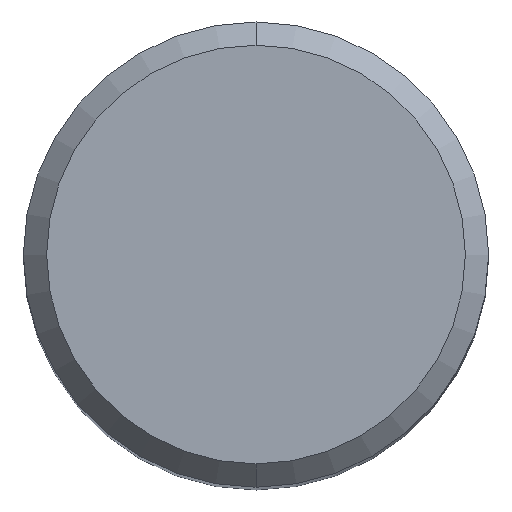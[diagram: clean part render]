
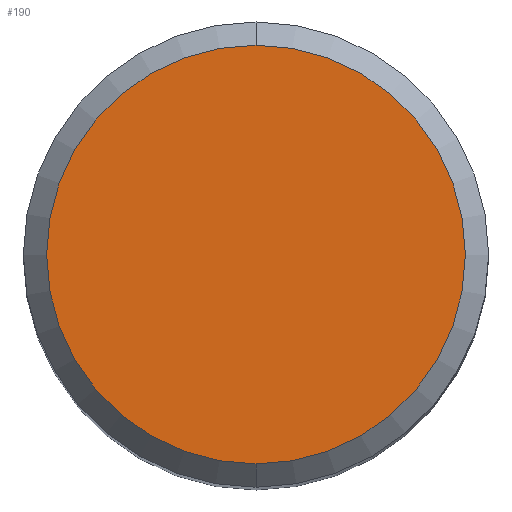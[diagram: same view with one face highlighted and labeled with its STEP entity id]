
A CAD part, top view. The second image highlights one B-rep face of the part: STEP entity #190.
In plain terms, the highlighted planar face has unit normal (0, 0, 1).
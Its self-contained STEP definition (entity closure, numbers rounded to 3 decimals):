
#190=ADVANCED_FACE('',(#492),#493,.T.);
#212=EDGE_CURVE('',#248,#236,#515,.T.);
#236=VERTEX_POINT('',#540);
#248=VERTEX_POINT('',#552);
#356=EDGE_CURVE('',#236,#248,#676,.T.);
#492=FACE_OUTER_BOUND('',#819,.T.);
#493=PLANE('',#820);
#515=CIRCLE('',#852,9.0);
#540=CARTESIAN_POINT('',(0.,-9.0,0.0));
#552=CARTESIAN_POINT('',(0.0,9.0,0.0));
#676=CIRCLE('',#1244,9.0);
#819=EDGE_LOOP('',(#1602,#1603));
#820=AXIS2_PLACEMENT_3D('',#1604,#1605,#1606);
#852=AXIS2_PLACEMENT_3D('',#1614,#1615,#1616);
#1244=AXIS2_PLACEMENT_3D('',#1813,#1814,#1815);
#1602=ORIENTED_EDGE('',*,*,#212,.F.);
#1603=ORIENTED_EDGE('',*,*,#356,.F.);
#1604=CARTESIAN_POINT('',(0.0,4.5,0.0));
#1605=DIRECTION('',(-0.0,0.0,1.0));
#1606=DIRECTION('',(0.0,-1.0,0.0));
#1614=CARTESIAN_POINT('',(0.0,0.0,0.0));
#1615=DIRECTION('',(0.0,0.0,-1.0));
#1616=DIRECTION('',(0.0,1.0,0.0));
#1813=CARTESIAN_POINT('',(0.0,0.0,0.0));
#1814=DIRECTION('',(0.0,0.0,-1.0));
#1815=DIRECTION('',(0.0,1.0,0.0));
